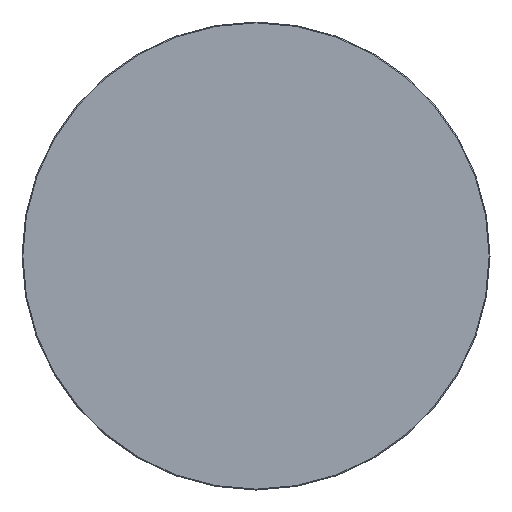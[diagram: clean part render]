
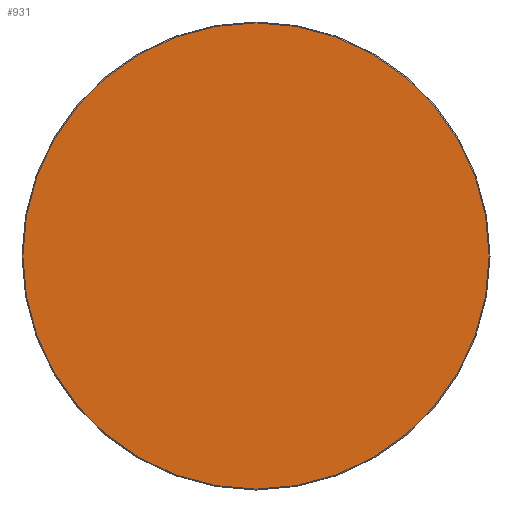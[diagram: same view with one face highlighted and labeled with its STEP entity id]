
A CAD part, left-side view. The second image highlights one B-rep face of the part: STEP entity #931.
In plain terms, the highlighted planar face has unit normal (-1, 0, 0).
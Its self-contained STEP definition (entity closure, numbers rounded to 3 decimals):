
#74 = VERTEX_POINT ( 'NONE', #111 ) ;
#111 = CARTESIAN_POINT ( 'NONE',  ( 0., 0., -79.7 ) ) ;
#199 = CIRCLE ( 'NONE', #569, 79.7 ) ;
#244 = DIRECTION ( 'NONE',  ( 1., 0., 0. ) ) ;
#503 = ORIENTED_EDGE ( 'NONE', *, *, #578, .T. ) ;
#569 = AXIS2_PLACEMENT_3D ( 'NONE', #1454, #1615, #635 ) ;
#578 = EDGE_CURVE ( 'NONE', #919, #74, #199, .T. ) ;
#634 = AXIS2_PLACEMENT_3D ( 'NONE', #1425, #1561, #1416 ) ;
#635 = DIRECTION ( 'NONE',  ( 0., 0., 1. ) ) ;
#692 = DIRECTION ( 'NONE',  ( 0., 0., -1. ) ) ;
#804 = FACE_OUTER_BOUND ( 'NONE', #1627, .T. ) ;
#919 = VERTEX_POINT ( 'NONE', #1658 ) ;
#930 = ORIENTED_EDGE ( 'NONE', *, *, #1624, .T. ) ;
#931 = ADVANCED_FACE ( 'NONE', ( #804 ), #1106, .F. ) ;
#987 = CIRCLE ( 'NONE', #634, 79.7 ) ;
#1037 = AXIS2_PLACEMENT_3D ( 'NONE', #1400, #244, #692 ) ;
#1106 = PLANE ( 'NONE',  #1037 ) ;
#1400 = CARTESIAN_POINT ( 'NONE',  ( 0., 0., 0. ) ) ;
#1416 = DIRECTION ( 'NONE',  ( 0., 0., 1. ) ) ;
#1425 = CARTESIAN_POINT ( 'NONE',  ( 0., 0., 0. ) ) ;
#1454 = CARTESIAN_POINT ( 'NONE',  ( 0., 0., 0. ) ) ;
#1561 = DIRECTION ( 'NONE',  ( -1., 0., 0. ) ) ;
#1615 = DIRECTION ( 'NONE',  ( -1., 0., 0. ) ) ;
#1624 = EDGE_CURVE ( 'NONE', #74, #919, #987, .T. ) ;
#1627 = EDGE_LOOP ( 'NONE', ( #930, #503 ) ) ;
#1658 = CARTESIAN_POINT ( 'NONE',  ( 0., 0., 79.7 ) ) ;
